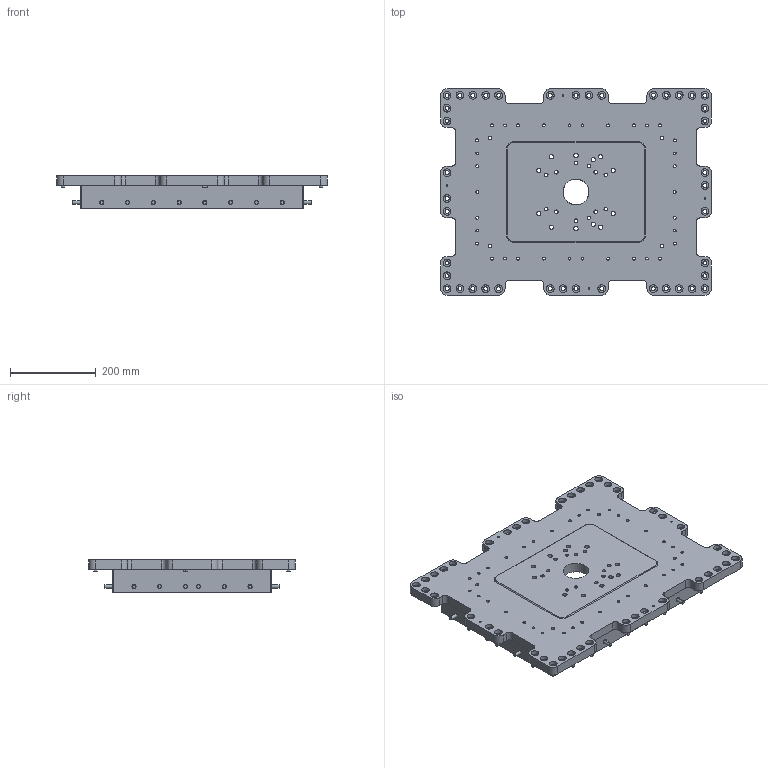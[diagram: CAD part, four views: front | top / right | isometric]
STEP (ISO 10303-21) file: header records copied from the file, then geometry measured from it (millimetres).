
FILE_DESCRIPTION(('CATIA V5 STEP Exchange'),'2;1');
FILE_NAME('AEGT017.1-SET.stp','2023-10-27T08:12:29+00:00',('none'),('none'),'CATIA Version 5-6 Release 2016','CATIA V5 STEP AP203','none');
FILE_SCHEMA(('CONFIG_CONTROL_DESIGN'));
Length unit declared in the file: millimetre
Products named in the file (1): AEGT017.1-SET
Bounding box: 630 x 480 x 79 mm (x, y, z)
Volume: 7980250.2 mm3; surface area: 1065110.8 mm2
Topology: 33 solids, 33 shells, 1219 faces, 2970 edges, 1976 vertices
Faces by surface type: cylinder 710, plane 497, cone 8, torus 4
Entity records: 43785 total; most frequent: CARTESIAN_POINT 15649, ORIENTED_EDGE 5940, DIRECTION 4759, EDGE_CURVE 2970, AXIS2_PLACEMENT_3D 2102, VERTEX_POINT 1972, EDGE_LOOP 1716, VECTOR 1518
